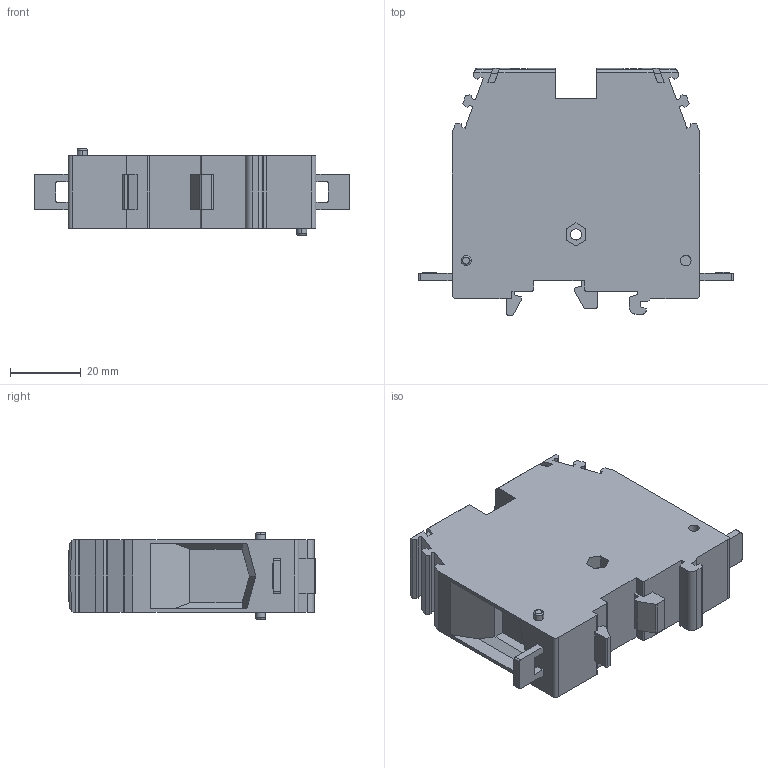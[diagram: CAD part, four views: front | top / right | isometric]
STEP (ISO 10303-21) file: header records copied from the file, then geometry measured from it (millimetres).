
FILE_DESCRIPTION((''),'2;1');
FILE_NAME('003903006_ESC-GPA_70_ASM','2022-07-14T10:08:42',('klemen.sitar'),('Audax d.o.o.'),'CREO PARAMETRIC BY PTC INC, 2021304','CREO PARAMETRIC BY PTC INC, 2021304','');
FILE_SCHEMA(('AP242_MANAGED_MODEL_BASED_3D_ENGINEERING_MIM_LF { 1 0 10303 442 1 1 4 }'));
Length unit declared in the file: millimetre
Products named in the file (4): GPA_70-100630_1; PRT0001; TYPE_1___FI-7_09MM; 003903006_ESC-GPA_70_ASM
Assembly tree (4 placements, depth 2):
  003903006_ESC-GPA_70_ASM
    GPA_70-100630_1
    PRT0001
    TYPE_1___FI-7_09MM  x2
Bounding box: 89 x 70 x 24.5 mm (x, y, z)
Volume: 78633.5 mm3; surface area: 18069.6 mm2
Topology: 7 solids, 7 shells, 382 faces, 1073 edges, 716 vertices
Faces by surface type: plane 264, cylinder 78, cone 16, bspline 12, torus 8, sphere 4
Entity records: 23318 total; most frequent: CARTESIAN_POINT 8562, ORIENTED_EDGE 1894, DIRECTION 1765, PRESENTATION_STYLE_ASSIGNMENT 1303, STYLED_ITEM 1303, CURVE_STYLE 958, EDGE_CURVE 947, VECTOR 711
